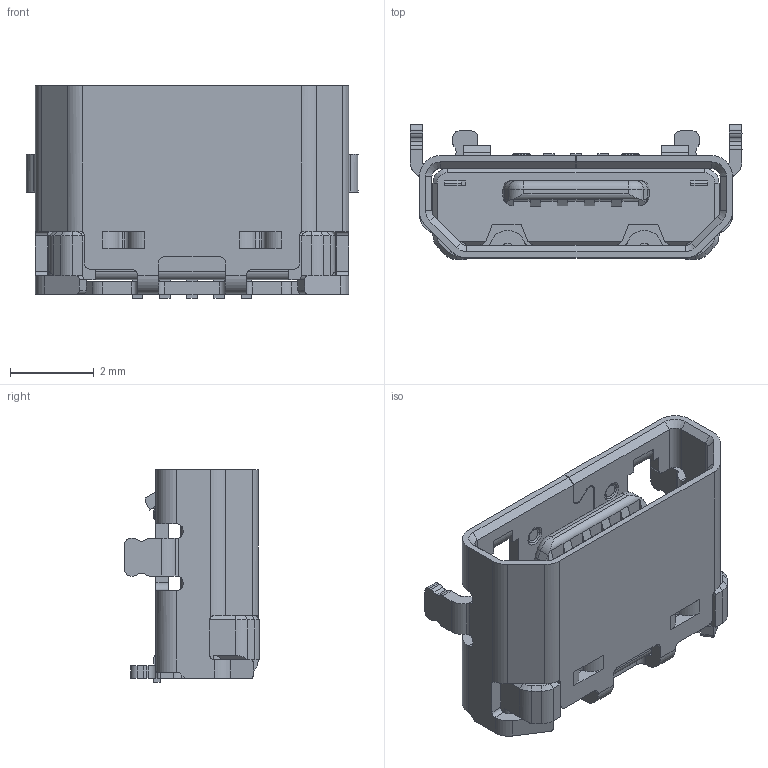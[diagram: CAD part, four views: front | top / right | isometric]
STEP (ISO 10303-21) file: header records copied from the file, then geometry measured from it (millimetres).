
FILE_DESCRIPTION(('CoCreate Modeling STEP Export'),'2;1');
FILE_NAME('010101040-295 反向全插式带铁片凸包--(脚位5.3).dwg.stp','2017-02-27T15:26:20',(''),(''),'CoCreate Modeling STEP processor for AP214 (Solid Model)','CoCreate Modeling 16.00 13-May-2008 (C) Parametric Technology GmbH','');
FILE_SCHEMA(('AUTOMOTIVE_DESIGN { 1 0 10303 214 1 1 1 1 }'));
Length unit declared in the file: millimetre
Products named in the file (98): TCL4DIPHOUSING20120727.1; TCL4DIPHOUSING20120727; TCL4DIP20120727_ASM; AA0B010-026_STP; USB-1075-05S_STP; 2DIP2MST640_ASM; USB-1009-05S_STP; 010101010-03X__X2_524D63-181980; 000_STP; 1111_STP; A1; _X2_516863D25F0F5E2694C1-183340; 010101010-03X__X2_524D63-184500; 1111_STP_1_1; 010101010-03X__X2_524D63-186660; _X2_516863D25F0F5E2694C1-188020; 010101010-03X__X2_524D63-189180; 66_STP_1_1_1; 2DIP2MSTMOLDING; 010101010-03X__X2_524D63-241190; _X2_516863D25F0F5E2694C1-242550; 010101010-03X__X2_524D63-243710; 66_STP_1_1; 66_STP_1; 16_3_22_X2_65B07ED3678453CD5411; 16_5_21-05-0581466_STP; _X2_53CD5411659C53E3_X0_-_STP; HOUSING; 010101010-03X__X2_524D63D2-1540; _X2_516863D25F0F5E2694C172-2900; 010101010-03X__X2_524D63D2-4060; 010101010-03X__X2_524D63D2-6220; _X2_516863D25F0F5E2694C172-7580; 010101010-03X__X2_524D63D2-8740; 010101010-03X__X2_524D63D-11220; _X2_516863D25F0F5E2694C17-12580; 010101010-03X__X2_524D63D-13740; 2016_2_19_X2_53CD5411516863D25F; SHELL_ASM; Micro_5p_反向全插脚长0.75.stp
Assembly tree (97 placements, depth 15):
  Micro_5p_反向全插脚长0.75.stp
    SHELL_ASM
      2016_2_19_X2_53CD5411516863D25F
        AA0B010-026_STP
          TCL4DIP20120727_ASM
        66_STP_1
          66_STP_1_1
            1111_STP_1_1
              000_STP
                010101010-03X__X2_524D63D-13740
                  USB-1009-05S_STP
            _X2_516863D25F0F5E2694C17-12580
              A1
              1111_STP
                000_STP
                  010101010-03X__X2_524D63D-11220
              USB-1075-05S_STP
          66_STP_1_1_1
            1111_STP_1_1
              000_STP
                010101010-03X__X2_524D63D2-8740
                  USB-1009-05S_STP
            _X2_516863D25F0F5E2694C172-7580
              A1
              1111_STP
                000_STP
                  010101010-03X__X2_524D63D2-6220
              USB-1075-05S_STP
          1111_STP_1_1
            000_STP
              010101010-03X__X2_524D63D2-4060
                USB-1009-05S_STP
                  2DIP2MST640_ASM
          _X2_516863D25F0F5E2694C172-2900
            A1
            1111_STP
              000_STP
                010101010-03X__X2_524D63D2-1540
                  USB-1009-05S_STP
            USB-1075-05S_STP
      HOUSING
        _X2_53CD5411659C53E3_X0_-_STP
          16_5_21-05-0581466_STP
            16_3_22_X2_65B07ED3678453CD5411
              66_STP_1
                66_STP_1_1
                  1111_STP_1_1
                  _X2_516863D25F0F5E2694C1-242550
                66_STP_1_1_1
                  1111_STP_1_1
                  _X2_516863D25F0F5E2694C1-188020
                1111_STP_1_1
                  000_STP
                _X2_516863D25F0F5E2694C1-183340
                  A1
                  1111_STP
                  USB-1075-05S_STP
              AA0B010-026_STP
                TCL4DIP20120727_ASM
                  TCL4DIPHOUSING20120727
Bounding box: 7.95 x 3.23 x 5.1 mm (x, y, z)
Surface area: 258.4 mm2 (no closed solid volume)
Topology: 0 solids, 33 shells, 900 faces, 2585 edges, 1676 vertices
Faces by surface type: plane 575, cylinder 287, torus 20, cone 12, bspline 6
Entity records: 31183 total; most frequent: CARTESIAN_POINT 5949, ORIENTED_EDGE 5137, DIRECTION 4728, EDGE_CURVE 2583, VECTOR 1754, LINE 1754, VERTEX_POINT 1675, AXIS2_PLACEMENT_3D 1487
